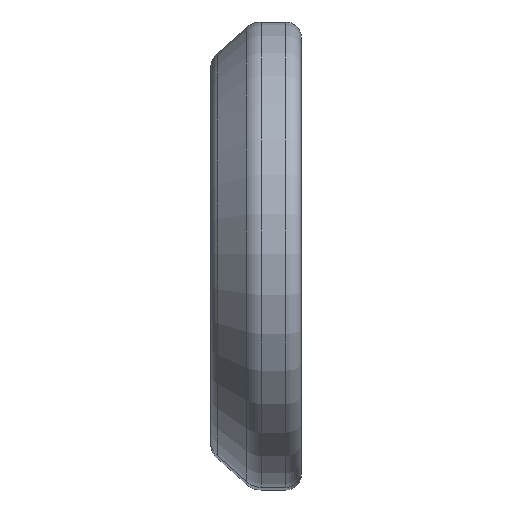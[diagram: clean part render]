
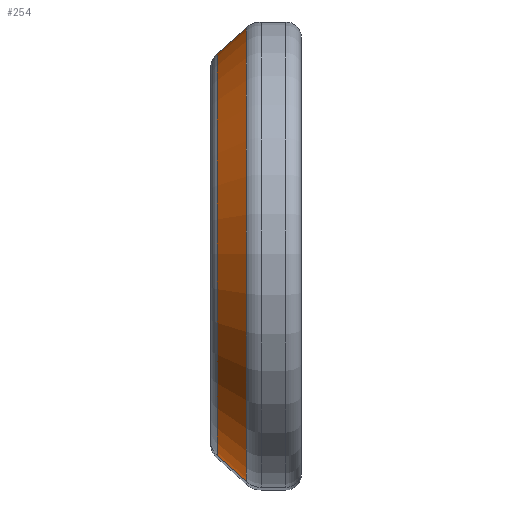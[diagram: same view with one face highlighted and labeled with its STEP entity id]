
A CAD part, top view. The second image highlights one B-rep face of the part: STEP entity #254.
In plain terms, the highlighted conical face has half-angle 41.772 degrees and reference radius 4.829 mm.
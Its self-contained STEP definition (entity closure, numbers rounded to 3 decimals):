
#224=CONICAL_SURFACE('',#738,4.829,41.772);
#254=ADVANCED_FACE('',(#300),#224,.T.);
#300=FACE_OUTER_BOUND('',#332,.T.);
#332=EDGE_LOOP('',(#440,#441,#442,#443));
#367=CIRCLE('',#735,5.123);
#368=CIRCLE('',#737,4.536);
#440=ORIENTED_EDGE('',*,*,#579,.T.);
#441=ORIENTED_EDGE('',*,*,#580,.F.);
#442=ORIENTED_EDGE('',*,*,#581,.F.);
#443=ORIENTED_EDGE('',*,*,#582,.T.);
#532=VERTEX_POINT('',#996);
#535=VERTEX_POINT('',#1006);
#536=VERTEX_POINT('',#1012);
#537=VERTEX_POINT('',#1014);
#579=EDGE_CURVE('',#532,#535,#367,.T.);
#580=EDGE_CURVE('',#536,#535,#628,.T.);
#581=EDGE_CURVE('',#537,#536,#368,.T.);
#582=EDGE_CURVE('',#537,#532,#629,.T.);
#628=LINE('',#1011,#652);
#629=LINE('',#1015,#653);
#652=VECTOR('',#853,1.);
#653=VECTOR('',#856,1.);
#735=AXIS2_PLACEMENT_3D('',#1009,#849,#850);
#737=AXIS2_PLACEMENT_3D('',#1013,#854,#855);
#738=AXIS2_PLACEMENT_3D('',#1016,#857,#858);
#849=DIRECTION('',(-1.,0.,0.));
#850=DIRECTION('',(0.,-1.,0.));
#853=DIRECTION('',(0.746,0.666,0.));
#854=DIRECTION('',(-1.,0.,0.));
#855=DIRECTION('',(0.,-1.,0.));
#856=DIRECTION('',(0.746,-0.666,0.));
#857=DIRECTION('',(1.,0.,0.));
#858=DIRECTION('',(0.,1.,0.));
#996=CARTESIAN_POINT('',(0.808,-5.123,17.6));
#1006=CARTESIAN_POINT('',(0.808,5.123,17.6));
#1009=CARTESIAN_POINT('',(0.808,0.,17.6));
#1011=CARTESIAN_POINT('',(0.15,4.536,17.6));
#1012=CARTESIAN_POINT('',(0.15,4.536,17.6));
#1013=CARTESIAN_POINT('',(0.15,0.,17.6));
#1014=CARTESIAN_POINT('',(0.15,-4.536,17.6));
#1015=CARTESIAN_POINT('',(0.15,-4.536,17.6));
#1016=CARTESIAN_POINT('',(0.479,0.,17.6));
